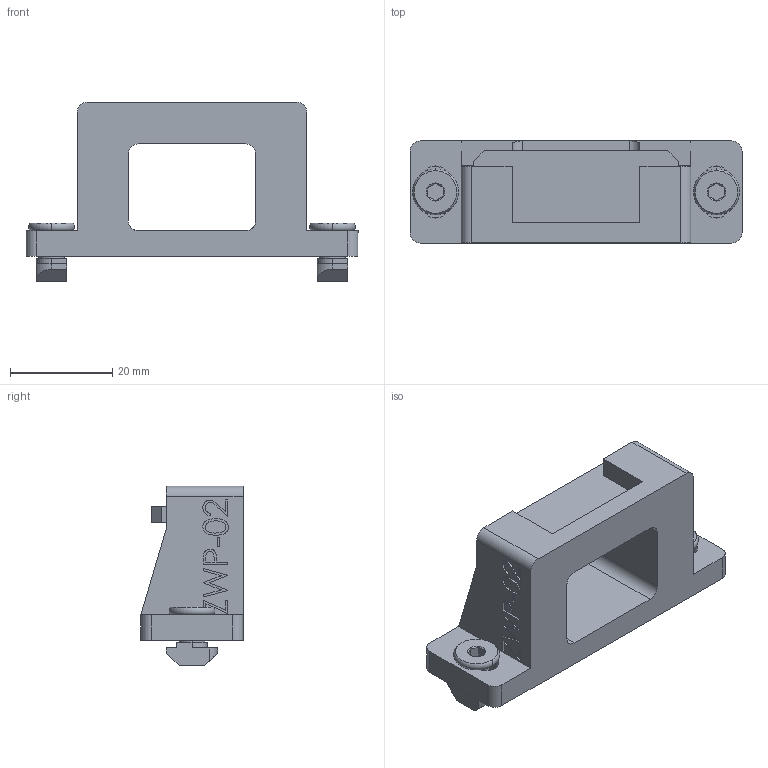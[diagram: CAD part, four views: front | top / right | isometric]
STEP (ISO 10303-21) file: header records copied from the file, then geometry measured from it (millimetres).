
FILE_DESCRIPTION (( 'STEP AP203' ), '1' );
FILE_NAME ('extruder_wiper_assembly_mar_7_2020.STEP', '2020-03-07T22:32:58', ( '' ), ( '' ), 'SwSTEP 2.0', 'SolidWorks 2019', '' );
FILE_SCHEMA (( 'CONFIG_CONTROL_DESIGN' ));
Length unit declared in the file: millimetre
Products named in the file (5): ooze_wiper_v1; silicone_wiper; m5_locking_t_nut_20x20_generic; m5_low_profile_screw_template_M5 x 10; extruder_wiper_assembly_mar_7_2020
Assembly tree (6 placements, depth 2):
  extruder_wiper_assembly_mar_7_2020
    m5_low_profile_screw_template_M5 x 10  x2
    ooze_wiper_v1
    m5_locking_t_nut_20x20_generic  x2
    silicone_wiper
Bounding box: 65 x 20 x 35.17 mm (x, y, z)
Volume: 17272.8 mm3; surface area: 9716.8 mm2
Topology: 6 solids, 6 shells, 203 faces, 524 edges, 344 vertices
Faces by surface type: plane 132, cylinder 34, bspline 21, cone 12, torus 4
Entity records: 7083 total; most frequent: CARTESIAN_POINT 2517, ORIENTED_EDGE 868, DIRECTION 748, EDGE_CURVE 434, VECTOR 322, LINE 322, VERTEX_POINT 286, AXIS2_PLACEMENT_3D 213
